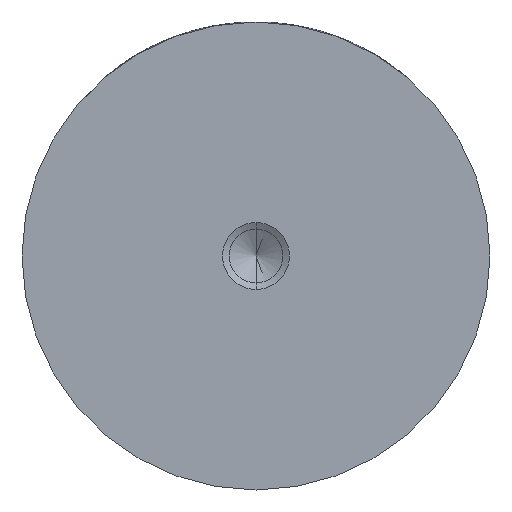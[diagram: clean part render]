
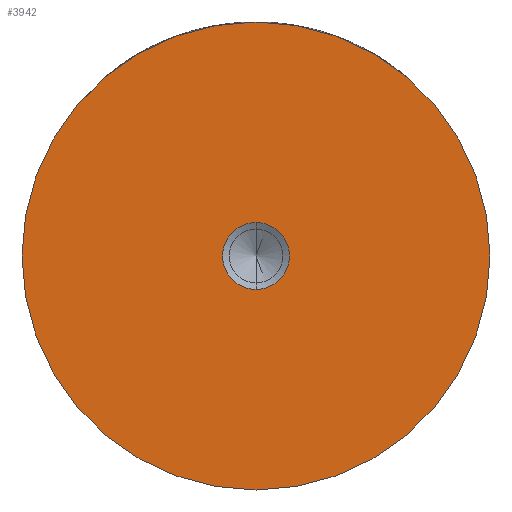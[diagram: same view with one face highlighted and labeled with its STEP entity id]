
A CAD part, front view. The second image highlights one B-rep face of the part: STEP entity #3942.
In plain terms, the highlighted planar face has unit normal (0, -1, 0).
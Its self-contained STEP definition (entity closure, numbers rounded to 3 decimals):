
#937 = VERTEX_POINT ( 'NONE', #7110 ) ;
#952 = VERTEX_POINT ( 'NONE', #7094 ) ;
#1537 = EDGE_LOOP ( 'NONE', ( #9130, #9131 ) ) ;
#1542 = EDGE_LOOP ( 'NONE', ( #9128, #9129 ) ) ;
#1660 = VERTEX_POINT ( 'NONE', #7048 ) ;
#1664 = VERTEX_POINT ( 'NONE', #7046 ) ;
#2625 = DIRECTION ( 'NONE',  ( 0., 0., -1. ) ) ;
#2627 = PLANE ( 'NONE',  #8361 ) ;
#2630 = CARTESIAN_POINT ( 'NONE',  ( 4., 0., 0. ) ) ;
#2632 = DIRECTION ( 'NONE',  ( 0., -1., 0. ) ) ;
#3237 = EDGE_CURVE ( 'NONE', #1664, #1660, #5106, .T. ) ;
#3239 = EDGE_CURVE ( 'NONE', #952, #937, #5104, .T. ) ;
#3337 = DIRECTION ( 'NONE',  ( 0., 0., -1. ) ) ;
#3338 = DIRECTION ( 'NONE',  ( 0., 1., 0. ) ) ;
#3339 = CARTESIAN_POINT ( 'NONE',  ( 0., 0., 0. ) ) ;
#3447 = EDGE_CURVE ( 'NONE', #1660, #1664, #4957, .T. ) ;
#3711 = EDGE_CURVE ( 'NONE', #937, #952, #4604, .T. ) ;
#3942 = ADVANCED_FACE ( 'NONE', ( #4459, #4446 ), #2627, .T. ) ;
#4446 = FACE_OUTER_BOUND ( 'NONE', #1537, .T. ) ;
#4459 = FACE_BOUND ( 'NONE', #1542, .T. ) ;
#4604 = CIRCLE ( 'NONE', #8423, 5. ) ;
#4957 = CIRCLE ( 'NONE', #8446, 35. ) ;
#5104 = CIRCLE ( 'NONE', #8624, 5. ) ;
#5106 = CIRCLE ( 'NONE', #8626, 35. ) ;
#5927 = DIRECTION ( 'NONE',  ( 0., 0., -1. ) ) ;
#5928 = DIRECTION ( 'NONE',  ( 0., -1., 0. ) ) ;
#5930 = CARTESIAN_POINT ( 'NONE',  ( 0., 0., 0. ) ) ;
#7046 = CARTESIAN_POINT ( 'NONE',  ( 0., 0., -35. ) ) ;
#7048 = CARTESIAN_POINT ( 'NONE',  ( 0., 0., 35. ) ) ;
#7094 = CARTESIAN_POINT ( 'NONE',  ( 0., 0., 5. ) ) ;
#7110 = CARTESIAN_POINT ( 'NONE',  ( 0., 0., -5. ) ) ;
#8361 = AXIS2_PLACEMENT_3D ( 'NONE', #2630, #2632, #2625 ) ;
#8423 = AXIS2_PLACEMENT_3D ( 'NONE', #3339, #3338, #3337 ) ;
#8446 = AXIS2_PLACEMENT_3D ( 'NONE', #5930, #5928, #5927 ) ;
#8578 = DIRECTION ( 'NONE',  ( 0., 0., -1. ) ) ;
#8579 = DIRECTION ( 'NONE',  ( 0., 1., 0. ) ) ;
#8580 = CARTESIAN_POINT ( 'NONE',  ( 0., 0., 0. ) ) ;
#8587 = DIRECTION ( 'NONE',  ( 0., 0., -1. ) ) ;
#8588 = DIRECTION ( 'NONE',  ( 0., -1., 0. ) ) ;
#8589 = CARTESIAN_POINT ( 'NONE',  ( 0., 0., 0. ) ) ;
#8624 = AXIS2_PLACEMENT_3D ( 'NONE', #8580, #8579, #8578 ) ;
#8626 = AXIS2_PLACEMENT_3D ( 'NONE', #8589, #8588, #8587 ) ;
#9128 = ORIENTED_EDGE ( 'NONE', *, *, #3711, .T. ) ;
#9129 = ORIENTED_EDGE ( 'NONE', *, *, #3239, .T. ) ;
#9130 = ORIENTED_EDGE ( 'NONE', *, *, #3237, .T. ) ;
#9131 = ORIENTED_EDGE ( 'NONE', *, *, #3447, .T. ) ;
